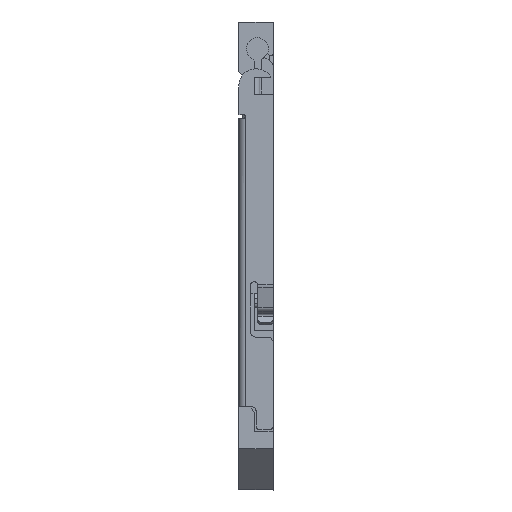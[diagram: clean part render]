
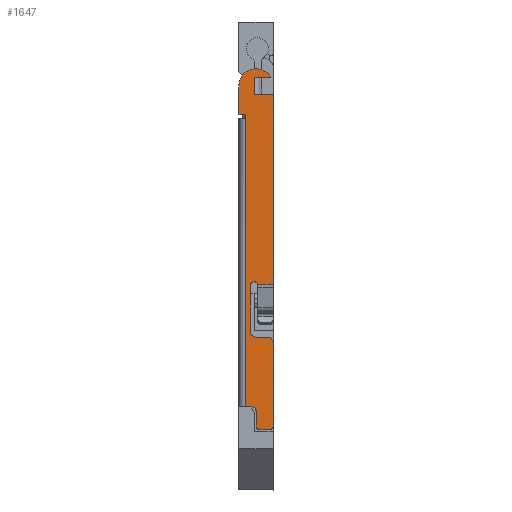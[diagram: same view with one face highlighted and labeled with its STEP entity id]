
A CAD part, left-side view. The second image highlights one B-rep face of the part: STEP entity #1647.
In plain terms, the highlighted planar face has unit normal (-1, 0, 0).
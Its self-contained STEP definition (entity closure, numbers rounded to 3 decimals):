
#885=PLANE('',#17829);
#1647=ADVANCED_FACE('',(#2775),#885,.F.);
#2775=FACE_OUTER_BOUND('',#3688,.T.);
#3688=EDGE_LOOP('',(#8382,#8383,#8384,#8385,#8386,#8387,#8388,#8389,#8390,
#8391,#8392,#8393,#8394,#8395,#8396,#8397,#8398,#8399,#8400,#8401,#8402,
#8403,#8404,#8405));
#4346=CIRCLE('',#17807,0.3);
#4347=CIRCLE('',#17810,0.3);
#4348=CIRCLE('',#17813,0.9);
#4349=CIRCLE('',#17814,0.9);
#4351=CIRCLE('',#17819,0.2);
#4354=CIRCLE('',#17824,0.2);
#4355=CIRCLE('',#17825,0.2);
#4356=CIRCLE('',#17826,0.2);
#4357=CIRCLE('',#17827,0.2);
#4358=CIRCLE('',#17828,0.1);
#8382=ORIENTED_EDGE('',*,*,#12851,.F.);
#8383=ORIENTED_EDGE('',*,*,#12984,.F.);
#8384=ORIENTED_EDGE('',*,*,#12985,.T.);
#8385=ORIENTED_EDGE('',*,*,#12986,.F.);
#8386=ORIENTED_EDGE('',*,*,#12987,.F.);
#8387=ORIENTED_EDGE('',*,*,#12988,.F.);
#8388=ORIENTED_EDGE('',*,*,#12957,.F.);
#8389=ORIENTED_EDGE('',*,*,#12961,.F.);
#8390=ORIENTED_EDGE('',*,*,#12963,.T.);
#8391=ORIENTED_EDGE('',*,*,#12965,.F.);
#8392=ORIENTED_EDGE('',*,*,#12967,.F.);
#8393=ORIENTED_EDGE('',*,*,#12978,.F.);
#8394=ORIENTED_EDGE('',*,*,#12989,.F.);
#8395=ORIENTED_EDGE('',*,*,#12983,.T.);
#8396=ORIENTED_EDGE('',*,*,#12990,.F.);
#8397=ORIENTED_EDGE('',*,*,#12991,.T.);
#8398=ORIENTED_EDGE('',*,*,#12992,.T.);
#8399=ORIENTED_EDGE('',*,*,#12973,.F.);
#8400=ORIENTED_EDGE('',*,*,#12970,.F.);
#8401=ORIENTED_EDGE('',*,*,#12969,.F.);
#8402=ORIENTED_EDGE('',*,*,#12993,.T.);
#8403=ORIENTED_EDGE('',*,*,#12974,.F.);
#8404=ORIENTED_EDGE('',*,*,#12994,.F.);
#8405=ORIENTED_EDGE('',*,*,#12995,.T.);
#10667=VERTEX_POINT('',#28756);
#10668=VERTEX_POINT('',#28758);
#10712=VERTEX_POINT('',#28971);
#10713=VERTEX_POINT('',#28972);
#10714=VERTEX_POINT('',#28977);
#10715=VERTEX_POINT('',#28981);
#10716=VERTEX_POINT('',#28985);
#10717=VERTEX_POINT('',#28989);
#10718=VERTEX_POINT('',#28993);
#10719=VERTEX_POINT('',#28995);
#10720=VERTEX_POINT('',#28997);
#10721=VERTEX_POINT('',#29001);
#10722=VERTEX_POINT('',#29005);
#10723=VERTEX_POINT('',#29006);
#10724=VERTEX_POINT('',#29011);
#10725=VERTEX_POINT('',#29018);
#10729=VERTEX_POINT('',#29025);
#10730=VERTEX_POINT('',#29029);
#10731=VERTEX_POINT('',#29031);
#10732=VERTEX_POINT('',#29033);
#10733=VERTEX_POINT('',#29035);
#10734=VERTEX_POINT('',#29039);
#10735=VERTEX_POINT('',#29041);
#10736=VERTEX_POINT('',#29045);
#12851=EDGE_CURVE('',#10667,#10668,#14686,.T.);
#12957=EDGE_CURVE('',#10712,#10713,#14770,.T.);
#12961=EDGE_CURVE('',#10714,#10712,#4346,.T.);
#12963=EDGE_CURVE('',#10714,#10715,#14775,.T.);
#12965=EDGE_CURVE('',#10716,#10715,#4347,.T.);
#12967=EDGE_CURVE('',#10717,#10716,#14778,.T.);
#12969=EDGE_CURVE('',#10718,#10719,#4348,.T.);
#12970=EDGE_CURVE('',#10719,#10720,#4349,.T.);
#12973=EDGE_CURVE('',#10720,#10721,#14781,.T.);
#12974=EDGE_CURVE('',#10722,#10723,#14782,.T.);
#12978=EDGE_CURVE('',#10724,#10717,#4351,.T.);
#12983=EDGE_CURVE('',#10725,#10729,#14787,.T.);
#12984=EDGE_CURVE('',#10730,#10667,#4354,.T.);
#12985=EDGE_CURVE('',#10730,#10731,#14788,.T.);
#12986=EDGE_CURVE('',#10732,#10731,#4355,.T.);
#12987=EDGE_CURVE('',#10733,#10732,#14789,.T.);
#12988=EDGE_CURVE('',#10713,#10733,#4356,.T.);
#12989=EDGE_CURVE('',#10725,#10724,#4357,.T.);
#12990=EDGE_CURVE('',#10734,#10729,#14790,.T.);
#12991=EDGE_CURVE('',#10734,#10735,#14791,.T.);
#12992=EDGE_CURVE('',#10735,#10721,#14792,.T.);
#12993=EDGE_CURVE('',#10718,#10723,#14793,.T.);
#12994=EDGE_CURVE('',#10736,#10722,#4358,.T.);
#12995=EDGE_CURVE('',#10736,#10668,#14794,.T.);
#14686=LINE('',#28757,#16338);
#14770=LINE('',#28970,#16422);
#14775=LINE('',#28982,#16427);
#14778=LINE('',#28990,#16430);
#14781=LINE('',#29002,#16433);
#14782=LINE('',#29004,#16434);
#14787=LINE('',#29026,#16439);
#14788=LINE('',#29030,#16440);
#14789=LINE('',#29034,#16441);
#14790=LINE('',#29038,#16442);
#14791=LINE('',#29040,#16443);
#14792=LINE('',#29042,#16444);
#14793=LINE('',#29043,#16445);
#14794=LINE('',#29046,#16446);
#16338=VECTOR('',#21486,1.);
#16422=VECTOR('',#21732,1.);
#16427=VECTOR('',#21743,1.);
#16430=VECTOR('',#21752,1.);
#16433=VECTOR('',#21765,1.);
#16434=VECTOR('',#21768,1.);
#16439=VECTOR('',#21783,1.);
#16440=VECTOR('',#21788,1.);
#16441=VECTOR('',#21791,1.);
#16442=VECTOR('',#21796,1.);
#16443=VECTOR('',#21797,1.);
#16444=VECTOR('',#21798,1.);
#16445=VECTOR('',#21799,1.);
#16446=VECTOR('',#21802,1.);
#17807=AXIS2_PLACEMENT_3D('',#28978,#21738,#21739);
#17810=AXIS2_PLACEMENT_3D('',#28986,#21747,#21748);
#17813=AXIS2_PLACEMENT_3D('',#28994,#21756,#21757);
#17814=AXIS2_PLACEMENT_3D('',#28996,#21758,#21759);
#17819=AXIS2_PLACEMENT_3D('',#29012,#21774,#21775);
#17824=AXIS2_PLACEMENT_3D('',#29028,#21786,#21787);
#17825=AXIS2_PLACEMENT_3D('',#29032,#21789,#21790);
#17826=AXIS2_PLACEMENT_3D('',#29036,#21792,#21793);
#17827=AXIS2_PLACEMENT_3D('',#29037,#21794,#21795);
#17828=AXIS2_PLACEMENT_3D('',#29044,#21800,#21801);
#17829=AXIS2_PLACEMENT_3D('',#29047,#21803,#21804);
#21486=DIRECTION('',(0.,1.,0.));
#21732=DIRECTION('',(0.,0.,-1.));
#21738=DIRECTION('',(1.,0.,0.));
#21739=DIRECTION('',(0.,0.,1.));
#21743=DIRECTION('',(0.,1.,0.));
#21747=DIRECTION('',(-1.,0.,0.));
#21748=DIRECTION('',(0.,1.,0.));
#21752=DIRECTION('',(0.,0.,-1.));
#21756=DIRECTION('',(1.,0.,0.));
#21757=DIRECTION('',(0.,1.,0.));
#21758=DIRECTION('',(1.,0.,0.));
#21759=DIRECTION('',(0.,0.,1.));
#21765=DIRECTION('',(0.,1.,0.));
#21768=DIRECTION('',(0.,1.,0.));
#21774=DIRECTION('',(-1.,0.,0.));
#21775=DIRECTION('',(0.,0.,1.));
#21783=DIRECTION('',(0.,-1.,0.));
#21786=DIRECTION('',(-1.,0.,0.));
#21787=DIRECTION('',(0.,-1.,0.));
#21788=DIRECTION('',(0.,0.,-1.));
#21789=DIRECTION('',(1.,0.,0.));
#21790=DIRECTION('',(0.,0.,-1.));
#21791=DIRECTION('',(0.,1.,0.));
#21792=DIRECTION('',(1.,0.,0.));
#21793=DIRECTION('',(0.,-1.,0.));
#21794=DIRECTION('',(-1.,0.,0.));
#21795=DIRECTION('',(0.,-0.952,0.307));
#21796=DIRECTION('',(0.,0.,-1.));
#21797=DIRECTION('',(0.,1.,0.));
#21798=DIRECTION('',(0.,0.,1.));
#21799=DIRECTION('',(0.,0.,-1.));
#21800=DIRECTION('',(-1.,0.,0.));
#21801=DIRECTION('',(0.,-1.,0.));
#21802=DIRECTION('',(0.,0.,-1.));
#21803=DIRECTION('',(1.,0.,0.));
#21804=DIRECTION('',(0.,0.,-1.));
#28756=CARTESIAN_POINT('',(-8.85,-0.7,-7.9));
#28757=CARTESIAN_POINT('',(-8.85,-0.7,-7.9));
#28758=CARTESIAN_POINT('',(-8.85,-0.35,-7.9));
#28970=CARTESIAN_POINT('',(-8.85,-1.8,-4.55));
#28971=CARTESIAN_POINT('',(-8.85,-1.8,-4.55));
#28972=CARTESIAN_POINT('',(-8.85,-1.8,-8.9));
#28977=CARTESIAN_POINT('',(-8.85,-1.5,-4.25));
#28978=CARTESIAN_POINT('',(-8.85,-1.5,-4.55));
#28981=CARTESIAN_POINT('',(-8.85,-0.9,-4.25));
#28982=CARTESIAN_POINT('',(-8.85,-1.5,-4.25));
#28985=CARTESIAN_POINT('',(-8.85,-0.6,-3.95));
#28986=CARTESIAN_POINT('',(-8.85,-0.9,-3.95));
#28989=CARTESIAN_POINT('',(-8.85,-0.6,-1.55));
#28990=CARTESIAN_POINT('',(-8.85,-0.6,-1.55));
#28993=CARTESIAN_POINT('',(-8.85,0.,8.9));
#28994=CARTESIAN_POINT('',(-8.85,-0.9,8.9));
#28995=CARTESIAN_POINT('',(-8.85,-0.9,9.8));
#28996=CARTESIAN_POINT('',(-8.85,-0.9,8.9));
#28997=CARTESIAN_POINT('',(-8.85,-1.679,9.35));
#29001=CARTESIAN_POINT('',(-8.85,-0.8,9.35));
#29002=CARTESIAN_POINT('',(-8.85,-1.679,9.35));
#29004=CARTESIAN_POINT('',(-8.85,-0.25,7.4));
#29005=CARTESIAN_POINT('',(-8.85,-0.25,7.4));
#29006=CARTESIAN_POINT('',(-8.85,0.,7.4));
#29011=CARTESIAN_POINT('',(-8.85,-0.8,-1.35));
#29012=CARTESIAN_POINT('',(-8.85,-0.8,-1.55));
#29018=CARTESIAN_POINT('',(-8.85,-0.99,-1.489));
#29025=CARTESIAN_POINT('',(-8.85,-1.8,-1.489));
#29026=CARTESIAN_POINT('',(-8.85,-0.99,-1.489));
#29028=CARTESIAN_POINT('',(-8.85,-0.7,-8.1));
#29029=CARTESIAN_POINT('',(-8.85,-0.9,-8.1));
#29030=CARTESIAN_POINT('',(-8.85,-0.9,-8.1));
#29031=CARTESIAN_POINT('',(-8.85,-0.9,-8.9));
#29032=CARTESIAN_POINT('',(-8.85,-1.1,-8.9));
#29033=CARTESIAN_POINT('',(-8.85,-1.1,-9.1));
#29034=CARTESIAN_POINT('',(-8.85,-1.6,-9.1));
#29035=CARTESIAN_POINT('',(-8.85,-1.6,-9.1));
#29036=CARTESIAN_POINT('',(-8.85,-1.6,-8.9));
#29037=CARTESIAN_POINT('',(-8.85,-0.8,-1.55));
#29038=CARTESIAN_POINT('',(-8.85,-1.8,8.45));
#29039=CARTESIAN_POINT('',(-8.85,-1.8,8.45));
#29040=CARTESIAN_POINT('',(-8.85,-1.8,8.45));
#29041=CARTESIAN_POINT('',(-8.85,-0.8,8.45));
#29042=CARTESIAN_POINT('',(-8.85,-0.8,8.45));
#29043=CARTESIAN_POINT('',(-8.85,0.,8.9));
#29044=CARTESIAN_POINT('',(-8.85,-0.25,7.3));
#29045=CARTESIAN_POINT('',(-8.85,-0.35,7.3));
#29046=CARTESIAN_POINT('',(-8.85,-0.35,7.3));
#29047=CARTESIAN_POINT('',(-8.85,-0.9,0.35));
